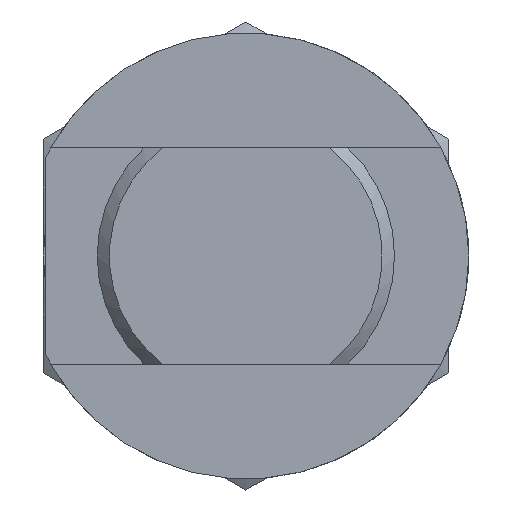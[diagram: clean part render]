
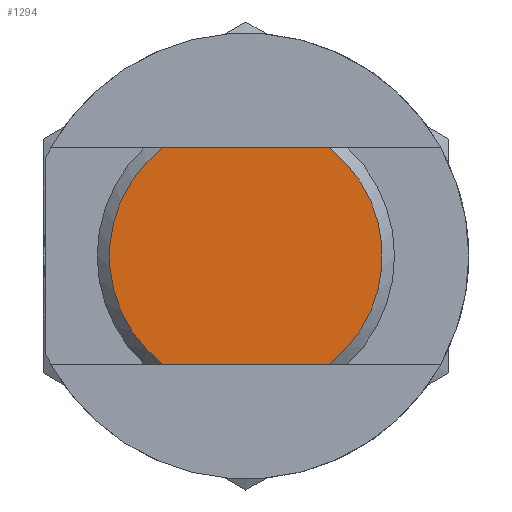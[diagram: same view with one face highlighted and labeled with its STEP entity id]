
A CAD part, front view. The second image highlights one B-rep face of the part: STEP entity #1294.
In plain terms, the highlighted planar face has unit normal (0, -1, 0).
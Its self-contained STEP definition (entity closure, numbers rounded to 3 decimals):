
#170=LINE('',#2292,#218);
#171=LINE('',#2296,#219);
#218=VECTOR('',#1798,1000.);
#219=VECTOR('',#1801,1000.);
#478=ORIENTED_EDGE('',*,*,#708,.F.);
#479=ORIENTED_EDGE('',*,*,#709,.T.);
#480=ORIENTED_EDGE('',*,*,#710,.F.);
#481=ORIENTED_EDGE('',*,*,#711,.T.);
#708=EDGE_CURVE('',#837,#838,#920,.T.);
#709=EDGE_CURVE('',#837,#839,#170,.T.);
#710=EDGE_CURVE('',#840,#839,#921,.T.);
#711=EDGE_CURVE('',#840,#838,#171,.T.);
#837=VERTEX_POINT('',#2290);
#838=VERTEX_POINT('',#2291);
#839=VERTEX_POINT('',#2293);
#840=VERTEX_POINT('',#2295);
#920=CIRCLE('',#1486,10.1);
#921=CIRCLE('',#1487,10.1);
#1023=EDGE_LOOP('',(#478,#479,#480,#481));
#1145=FACE_BOUND('',#1023,.T.);
#1218=PLANE('',#1485);
#1294=ADVANCED_FACE('',(#1145),#1218,.T.);
#1485=AXIS2_PLACEMENT_3D('',#2288,#1794,#1795);
#1486=AXIS2_PLACEMENT_3D('',#2289,#1796,#1797);
#1487=AXIS2_PLACEMENT_3D('',#2294,#1799,#1800);
#1794=DIRECTION('',(0.,-1.,0.));
#1795=DIRECTION('',(0.,0.,-1.));
#1796=DIRECTION('',(0.,1.,0.));
#1797=DIRECTION('',(-1.,0.,0.));
#1798=DIRECTION('',(1.,0.,0.));
#1799=DIRECTION('',(0.,1.,0.));
#1800=DIRECTION('',(1.,0.,0.));
#1801=DIRECTION('',(-1.,0.,0.));
#2288=CARTESIAN_POINT('',(-5.5,0.,0.));
#2289=CARTESIAN_POINT('',(0.,0.,0.));
#2290=CARTESIAN_POINT('',(-6.165,0.,-8.));
#2291=CARTESIAN_POINT('',(-6.165,0.,8.));
#2292=CARTESIAN_POINT('',(-6.165,0.,-8.));
#2293=CARTESIAN_POINT('',(6.165,0.,-8.));
#2294=CARTESIAN_POINT('',(0.,0.,0.));
#2295=CARTESIAN_POINT('',(6.165,0.,8.));
#2296=CARTESIAN_POINT('',(6.165,0.,8.));
